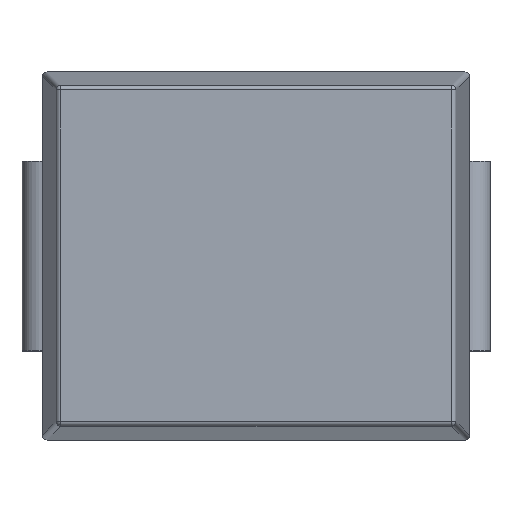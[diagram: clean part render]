
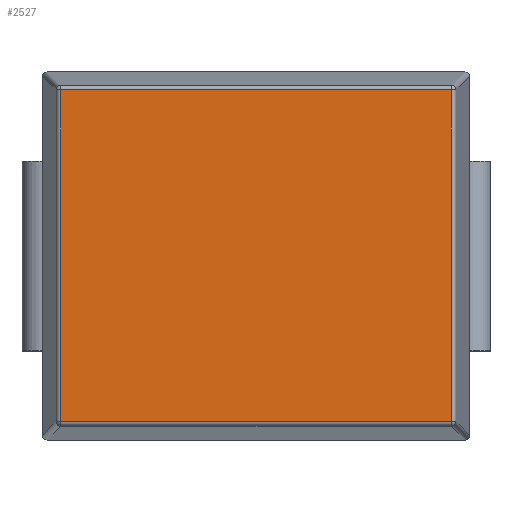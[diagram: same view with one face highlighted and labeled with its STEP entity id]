
A CAD part, top view. The second image highlights one B-rep face of the part: STEP entity #2527.
In plain terms, the highlighted planar face has unit normal (0, 0, 1).
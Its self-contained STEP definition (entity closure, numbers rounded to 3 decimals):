
#2046 = VERTEX_POINT('',#2047);
#2047 = CARTESIAN_POINT('',(0.195,3.745,3.05));
#2054 = EDGE_CURVE('',#2046,#2055,#2057,.T.);
#2055 = VERTEX_POINT('',#2056);
#2056 = CARTESIAN_POINT('',(4.375,3.745,3.05));
#2057 = LINE('',#2058,#2059);
#2058 = CARTESIAN_POINT('',(0.15,3.745,3.05));
#2059 = VECTOR('',#2060,1.);
#2060 = DIRECTION('',(1.,0.,0.));
#2527 = ADVANCED_FACE('',(#2528),#2553,.T.);
#2528 = FACE_BOUND('',#2529,.T.);
#2529 = EDGE_LOOP('',(#2530,#2538,#2546,#2552));
#2530 = ORIENTED_EDGE('',*,*,#2531,.F.);
#2531 = EDGE_CURVE('',#2532,#2046,#2534,.T.);
#2532 = VERTEX_POINT('',#2533);
#2533 = CARTESIAN_POINT('',(0.195,0.195,3.05));
#2534 = LINE('',#2535,#2536);
#2535 = CARTESIAN_POINT('',(0.195,0.15,3.05));
#2536 = VECTOR('',#2537,1.);
#2537 = DIRECTION('',(0.,1.,-0.));
#2538 = ORIENTED_EDGE('',*,*,#2539,.T.);
#2539 = EDGE_CURVE('',#2532,#2540,#2542,.T.);
#2540 = VERTEX_POINT('',#2541);
#2541 = CARTESIAN_POINT('',(4.375,0.195,3.05));
#2542 = LINE('',#2543,#2544);
#2543 = CARTESIAN_POINT('',(0.15,0.195,3.05));
#2544 = VECTOR('',#2545,1.);
#2545 = DIRECTION('',(1.,-0.,0.));
#2546 = ORIENTED_EDGE('',*,*,#2547,.T.);
#2547 = EDGE_CURVE('',#2540,#2055,#2548,.T.);
#2548 = LINE('',#2549,#2550);
#2549 = CARTESIAN_POINT('',(4.375,0.15,3.05));
#2550 = VECTOR('',#2551,1.);
#2551 = DIRECTION('',(0.,1.,-0.));
#2552 = ORIENTED_EDGE('',*,*,#2054,.F.);
#2553 = PLANE('',#2554);
#2554 = AXIS2_PLACEMENT_3D('',#2555,#2556,#2557);
#2555 = CARTESIAN_POINT('',(0.,0.,3.05));
#2556 = DIRECTION('',(0.,0.,1.));
#2557 = DIRECTION('',(1.,0.,-0.));
